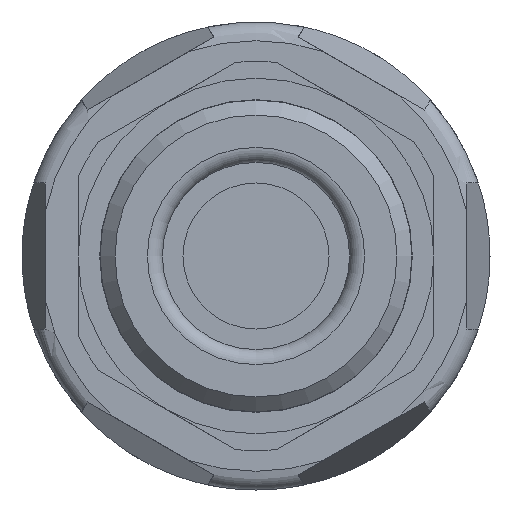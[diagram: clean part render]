
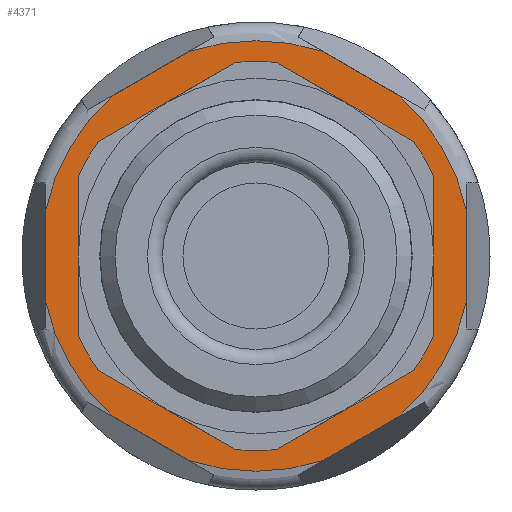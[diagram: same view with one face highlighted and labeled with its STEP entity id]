
A CAD part, front view. The second image highlights one B-rep face of the part: STEP entity #4371.
In plain terms, the highlighted planar face has unit normal (0, -1, 0).
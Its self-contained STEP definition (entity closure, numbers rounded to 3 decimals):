
#106=LINE('',#5775,#376);
#107=LINE('',#5779,#377);
#108=LINE('',#5783,#378);
#109=LINE('',#5787,#379);
#110=LINE('',#5791,#380);
#111=LINE('',#5795,#381);
#112=LINE('',#5799,#382);
#113=LINE('',#5803,#383);
#114=LINE('',#5807,#384);
#115=LINE('',#5811,#385);
#116=LINE('',#5815,#386);
#117=LINE('',#5819,#387);
#376=VECTOR('',#4886,1000.);
#377=VECTOR('',#4889,1000.);
#378=VECTOR('',#4892,1000.);
#379=VECTOR('',#4895,1000.);
#380=VECTOR('',#4898,1000.);
#381=VECTOR('',#4901,1000.);
#382=VECTOR('',#4904,1000.);
#383=VECTOR('',#4907,1000.);
#384=VECTOR('',#4910,1000.);
#385=VECTOR('',#4913,1000.);
#386=VECTOR('',#4916,1000.);
#387=VECTOR('',#4919,1000.);
#646=PLANE('',#4564);
#821=ORIENTED_EDGE('',*,*,#1757,.F.);
#822=ORIENTED_EDGE('',*,*,#1758,.T.);
#823=ORIENTED_EDGE('',*,*,#1759,.F.);
#824=ORIENTED_EDGE('',*,*,#1760,.T.);
#825=ORIENTED_EDGE('',*,*,#1761,.F.);
#826=ORIENTED_EDGE('',*,*,#1762,.T.);
#827=ORIENTED_EDGE('',*,*,#1763,.F.);
#828=ORIENTED_EDGE('',*,*,#1764,.T.);
#829=ORIENTED_EDGE('',*,*,#1765,.F.);
#830=ORIENTED_EDGE('',*,*,#1766,.T.);
#831=ORIENTED_EDGE('',*,*,#1767,.F.);
#832=ORIENTED_EDGE('',*,*,#1768,.T.);
#833=ORIENTED_EDGE('',*,*,#1769,.T.);
#834=ORIENTED_EDGE('',*,*,#1770,.F.);
#835=ORIENTED_EDGE('',*,*,#1771,.T.);
#836=ORIENTED_EDGE('',*,*,#1772,.F.);
#837=ORIENTED_EDGE('',*,*,#1773,.T.);
#838=ORIENTED_EDGE('',*,*,#1774,.F.);
#839=ORIENTED_EDGE('',*,*,#1775,.T.);
#840=ORIENTED_EDGE('',*,*,#1776,.F.);
#841=ORIENTED_EDGE('',*,*,#1777,.T.);
#842=ORIENTED_EDGE('',*,*,#1778,.F.);
#843=ORIENTED_EDGE('',*,*,#1779,.T.);
#844=ORIENTED_EDGE('',*,*,#1780,.F.);
#1757=EDGE_CURVE('',#2225,#2226,#2537,.T.);
#1758=EDGE_CURVE('',#2225,#2227,#106,.T.);
#1759=EDGE_CURVE('',#2228,#2227,#2538,.T.);
#1760=EDGE_CURVE('',#2228,#2229,#107,.T.);
#1761=EDGE_CURVE('',#2230,#2229,#2539,.T.);
#1762=EDGE_CURVE('',#2230,#2231,#108,.T.);
#1763=EDGE_CURVE('',#2232,#2231,#2540,.T.);
#1764=EDGE_CURVE('',#2232,#2233,#109,.T.);
#1765=EDGE_CURVE('',#2234,#2233,#2541,.T.);
#1766=EDGE_CURVE('',#2234,#2235,#110,.T.);
#1767=EDGE_CURVE('',#2236,#2235,#2542,.T.);
#1768=EDGE_CURVE('',#2236,#2226,#111,.T.);
#1769=EDGE_CURVE('',#2237,#2238,#2543,.T.);
#1770=EDGE_CURVE('',#2239,#2238,#112,.T.);
#1771=EDGE_CURVE('',#2239,#2240,#2544,.T.);
#1772=EDGE_CURVE('',#2241,#2240,#113,.T.);
#1773=EDGE_CURVE('',#2241,#2242,#2545,.T.);
#1774=EDGE_CURVE('',#2243,#2242,#114,.T.);
#1775=EDGE_CURVE('',#2243,#2244,#2546,.T.);
#1776=EDGE_CURVE('',#2245,#2244,#115,.T.);
#1777=EDGE_CURVE('',#2245,#2246,#2547,.T.);
#1778=EDGE_CURVE('',#2247,#2246,#116,.T.);
#1779=EDGE_CURVE('',#2247,#2248,#2548,.T.);
#1780=EDGE_CURVE('',#2237,#2248,#117,.T.);
#2225=VERTEX_POINT('',#5773);
#2226=VERTEX_POINT('',#5774);
#2227=VERTEX_POINT('',#5776);
#2228=VERTEX_POINT('',#5778);
#2229=VERTEX_POINT('',#5780);
#2230=VERTEX_POINT('',#5782);
#2231=VERTEX_POINT('',#5784);
#2232=VERTEX_POINT('',#5786);
#2233=VERTEX_POINT('',#5788);
#2234=VERTEX_POINT('',#5790);
#2235=VERTEX_POINT('',#5792);
#2236=VERTEX_POINT('',#5794);
#2237=VERTEX_POINT('',#5797);
#2238=VERTEX_POINT('',#5798);
#2239=VERTEX_POINT('',#5800);
#2240=VERTEX_POINT('',#5802);
#2241=VERTEX_POINT('',#5804);
#2242=VERTEX_POINT('',#5806);
#2243=VERTEX_POINT('',#5808);
#2244=VERTEX_POINT('',#5810);
#2245=VERTEX_POINT('',#5812);
#2246=VERTEX_POINT('',#5814);
#2247=VERTEX_POINT('',#5816);
#2248=VERTEX_POINT('',#5818);
#2537=CIRCLE('',#4565,10.4);
#2538=CIRCLE('',#4566,10.4);
#2539=CIRCLE('',#4567,10.4);
#2540=CIRCLE('',#4568,10.4);
#2541=CIRCLE('',#4569,10.4);
#2542=CIRCLE('',#4570,10.4);
#2543=CIRCLE('',#4571,11.5);
#2544=CIRCLE('',#4572,11.5);
#2545=CIRCLE('',#4573,11.5);
#2546=CIRCLE('',#4574,11.5);
#2547=CIRCLE('',#4575,11.5);
#2548=CIRCLE('',#4576,11.5);
#2657=EDGE_LOOP('',(#821,#822,#823,#824,#825,#826,#827,#828,#829,#830,#831,
#832));
#2658=EDGE_LOOP('',(#833,#834,#835,#836,#837,#838,#839,#840,#841,#842,#843,
#844));
#2867=FACE_BOUND('',#2657,.T.);
#2868=FACE_BOUND('',#2658,.T.);
#4371=ADVANCED_FACE('',(#2867,#2868),#646,.T.);
#4564=AXIS2_PLACEMENT_3D('',#5771,#4882,#4883);
#4565=AXIS2_PLACEMENT_3D('',#5772,#4884,#4885);
#4566=AXIS2_PLACEMENT_3D('',#5777,#4887,#4888);
#4567=AXIS2_PLACEMENT_3D('',#5781,#4890,#4891);
#4568=AXIS2_PLACEMENT_3D('',#5785,#4893,#4894);
#4569=AXIS2_PLACEMENT_3D('',#5789,#4896,#4897);
#4570=AXIS2_PLACEMENT_3D('',#5793,#4899,#4900);
#4571=AXIS2_PLACEMENT_3D('',#5796,#4902,#4903);
#4572=AXIS2_PLACEMENT_3D('',#5801,#4905,#4906);
#4573=AXIS2_PLACEMENT_3D('',#5805,#4908,#4909);
#4574=AXIS2_PLACEMENT_3D('',#5809,#4911,#4912);
#4575=AXIS2_PLACEMENT_3D('',#5813,#4914,#4915);
#4576=AXIS2_PLACEMENT_3D('',#5817,#4917,#4918);
#4882=DIRECTION('',(0.,-1.,0.));
#4883=DIRECTION('',(0.,0.,-1.));
#4884=DIRECTION('',(0.,-1.,0.));
#4885=DIRECTION('',(0.,0.,-1.));
#4886=DIRECTION('',(0.,0.,1.));
#4887=DIRECTION('',(0.,-1.,0.));
#4888=DIRECTION('',(0.,0.,-1.));
#4889=DIRECTION('',(0.866,0.,0.5));
#4890=DIRECTION('',(0.,-1.,0.));
#4891=DIRECTION('',(0.,0.,-1.));
#4892=DIRECTION('',(0.866,0.,-0.5));
#4893=DIRECTION('',(0.,-1.,0.));
#4894=DIRECTION('',(0.,0.,-1.));
#4895=DIRECTION('',(0.,0.,-1.));
#4896=DIRECTION('',(0.,-1.,0.));
#4897=DIRECTION('',(0.,0.,-1.));
#4898=DIRECTION('',(-0.866,0.,-0.5));
#4899=DIRECTION('',(0.,-1.,0.));
#4900=DIRECTION('',(0.,0.,-1.));
#4901=DIRECTION('',(-0.866,0.,0.5));
#4902=DIRECTION('',(0.,-1.,0.));
#4903=DIRECTION('',(0.,0.,-1.));
#4904=DIRECTION('',(-0.866,0.,-0.5));
#4905=DIRECTION('',(0.,-1.,0.));
#4906=DIRECTION('',(0.,0.,-1.));
#4907=DIRECTION('',(0.,0.,-1.));
#4908=DIRECTION('',(0.,-1.,0.));
#4909=DIRECTION('',(0.,0.,-1.));
#4910=DIRECTION('',(0.866,0.,-0.5));
#4911=DIRECTION('',(0.,-1.,0.));
#4912=DIRECTION('',(0.,0.,-1.));
#4913=DIRECTION('',(0.866,0.,0.5));
#4914=DIRECTION('',(0.,-1.,0.));
#4915=DIRECTION('',(0.,0.,-1.));
#4916=DIRECTION('',(0.,0.,1.));
#4917=DIRECTION('',(0.,-1.,0.));
#4918=DIRECTION('',(0.,0.,-1.));
#4919=DIRECTION('',(-0.866,0.,0.5));
#5771=CARTESIAN_POINT('',(10.4,16.5,0.));
#5772=CARTESIAN_POINT('',(0.,16.5,0.));
#5773=CARTESIAN_POINT('',(-9.5,16.5,-4.232));
#5774=CARTESIAN_POINT('',(-8.415,16.5,-6.111));
#5775=CARTESIAN_POINT('',(-9.5,16.5,-5.485));
#5776=CARTESIAN_POINT('',(-9.5,16.5,4.232));
#5777=CARTESIAN_POINT('',(0.,16.5,0.));
#5778=CARTESIAN_POINT('',(-8.415,16.5,6.111));
#5779=CARTESIAN_POINT('',(-9.5,16.5,5.485));
#5780=CARTESIAN_POINT('',(-1.085,16.5,10.343));
#5781=CARTESIAN_POINT('',(0.,16.5,0.));
#5782=CARTESIAN_POINT('',(1.085,16.5,10.343));
#5783=CARTESIAN_POINT('',(0.,16.5,10.97));
#5784=CARTESIAN_POINT('',(8.415,16.5,6.111));
#5785=CARTESIAN_POINT('',(0.,16.5,0.));
#5786=CARTESIAN_POINT('',(9.5,16.5,4.232));
#5787=CARTESIAN_POINT('',(9.5,16.5,5.485));
#5788=CARTESIAN_POINT('',(9.5,16.5,-4.232));
#5789=CARTESIAN_POINT('',(0.,16.5,0.));
#5790=CARTESIAN_POINT('',(8.415,16.5,-6.111));
#5791=CARTESIAN_POINT('',(9.5,16.5,-5.485));
#5792=CARTESIAN_POINT('',(1.085,16.5,-10.343));
#5793=CARTESIAN_POINT('',(0.,16.5,0.));
#5794=CARTESIAN_POINT('',(-1.085,16.5,-10.343));
#5795=CARTESIAN_POINT('',(0.,16.5,-10.97));
#5796=CARTESIAN_POINT('',(0.,16.5,0.));
#5797=CARTESIAN_POINT('',(-3.56,16.5,-10.935));
#5798=CARTESIAN_POINT('',(3.56,16.5,-10.935));
#5799=CARTESIAN_POINT('',(9.002,16.5,-7.793));
#5800=CARTESIAN_POINT('',(7.69,16.5,-8.55));
#5801=CARTESIAN_POINT('',(0.,16.5,0.));
#5802=CARTESIAN_POINT('',(11.25,16.5,-2.385));
#5803=CARTESIAN_POINT('',(11.25,16.5,3.9));
#5804=CARTESIAN_POINT('',(11.25,16.5,2.385));
#5805=CARTESIAN_POINT('',(0.,16.5,0.));
#5806=CARTESIAN_POINT('',(7.69,16.5,8.55));
#5807=CARTESIAN_POINT('',(2.248,16.5,11.693));
#5808=CARTESIAN_POINT('',(3.56,16.5,10.935));
#5809=CARTESIAN_POINT('',(0.,16.5,0.));
#5810=CARTESIAN_POINT('',(-3.56,16.5,10.935));
#5811=CARTESIAN_POINT('',(-9.002,16.5,7.793));
#5812=CARTESIAN_POINT('',(-7.69,16.5,8.55));
#5813=CARTESIAN_POINT('',(0.,16.5,0.));
#5814=CARTESIAN_POINT('',(-11.25,16.5,2.385));
#5815=CARTESIAN_POINT('',(-11.25,16.5,-3.9));
#5816=CARTESIAN_POINT('',(-11.25,16.5,-2.385));
#5817=CARTESIAN_POINT('',(0.,16.5,0.));
#5818=CARTESIAN_POINT('',(-7.69,16.5,-8.55));
#5819=CARTESIAN_POINT('',(-2.248,16.5,-11.693));
